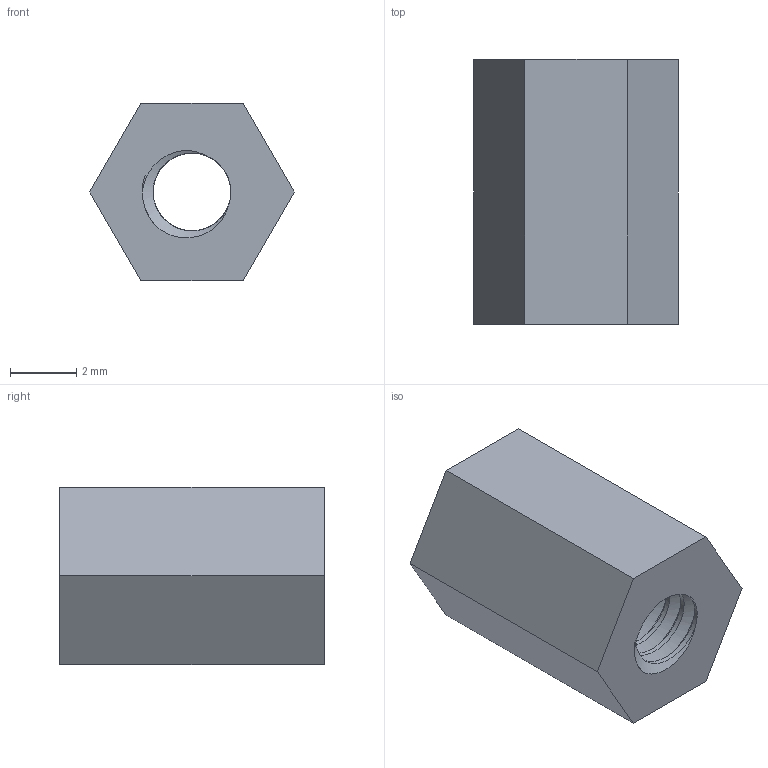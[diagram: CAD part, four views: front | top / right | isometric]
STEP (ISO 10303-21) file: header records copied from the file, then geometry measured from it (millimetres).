
FILE_DESCRIPTION (( 'STEP AP214' ), '1' );
FILE_NAME ('Threaded spacer M3x8mm.STEP', '2021-06-04T11:03:55', ( '' ), ( '' ), 'SwSTEP 2.0', 'SolidWorks 2016', '' );
FILE_SCHEMA (( 'AUTOMOTIVE_DESIGN' ));
Length unit declared in the file: millimetre
Products named in the file (2): Threaded spacer M3x8mm
Bounding box: 6.18 x 8 x 5.35 mm (x, y, z)
Volume: 154.3 mm3; surface area: 295.5 mm2
Topology: 1 solids, 1 shells, 39 faces, 110 edges, 73 vertices
Faces by surface type: cylinder 28, plane 8, bspline 3
Entity records: 2921 total; most frequent: CARTESIAN_POINT 2049, ORIENTED_EDGE 220, DIRECTION 125, EDGE_CURVE 110, VERTEX_POINT 73, VECTOR 45, LINE 45, EDGE_LOOP 41
